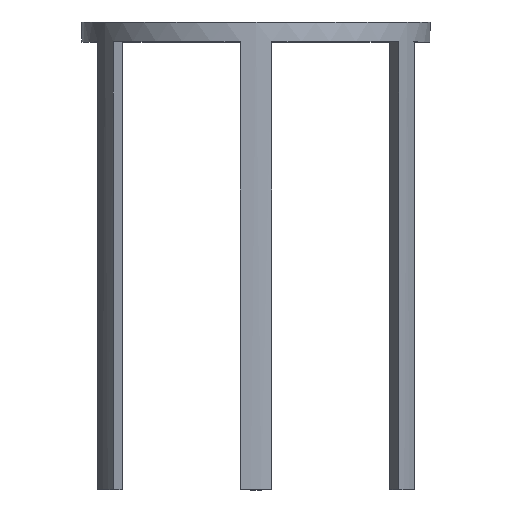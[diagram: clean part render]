
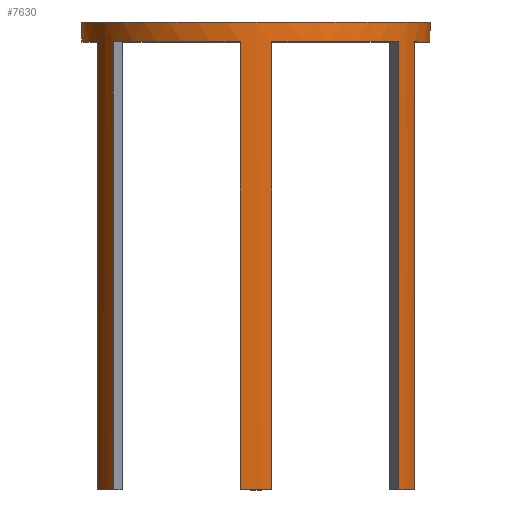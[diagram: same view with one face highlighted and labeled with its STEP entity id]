
A CAD part, top view. The second image highlights one B-rep face of the part: STEP entity #7630.
In plain terms, the highlighted cylindrical face has radius 44 mm (diameter 88 mm), a full revolution.
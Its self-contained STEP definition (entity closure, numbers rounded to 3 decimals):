
#16=CYLINDRICAL_SURFACE('',#8010,44.);
#185=CIRCLE('',#7992,44.);
#186=CIRCLE('',#7993,44.);
#188=CIRCLE('',#7995,44.);
#190=CIRCLE('',#7997,44.);
#192=CIRCLE('',#7999,44.);
#194=CIRCLE('',#8001,44.);
#196=CIRCLE('',#8003,44.);
#198=CIRCLE('',#8007,44.);
#199=CIRCLE('',#8011,44.);
#200=CIRCLE('',#8012,44.);
#201=CIRCLE('',#8013,44.);
#202=CIRCLE('',#8014,44.);
#203=CIRCLE('',#8015,44.);
#204=CIRCLE('',#8016,44.);
#541=FACE_OUTER_BOUND('',#973,.T.);
#973=EDGE_LOOP('',(#6530,#6531,#6532,#6533,#6534,#6535,#6536,#6537,#6538,
#6539,#6540,#6541,#6542,#6543,#6544,#6545,#6546,#6547,#6548,#6549,#6550,
#6551,#6552,#6553,#6554,#6555,#6556,#6557));
#2048=LINE('',#11770,#3069);
#2052=LINE('',#11779,#3073);
#2067=LINE('',#11838,#3088);
#2071=LINE('',#11845,#3092);
#2072=LINE('',#11849,#3093);
#2073=LINE('',#11850,#3094);
#2074=LINE('',#11854,#3095);
#2075=LINE('',#11856,#3096);
#2076=LINE('',#11859,#3097);
#2077=LINE('',#11861,#3098);
#2078=LINE('',#11864,#3099);
#2079=LINE('',#11866,#3100);
#2080=LINE('',#11869,#3101);
#3069=VECTOR('',#9667,10.);
#3073=VECTOR('',#9673,10.);
#3088=VECTOR('',#9726,10.);
#3092=VECTOR('',#9732,10.);
#3093=VECTOR('',#9737,44.);
#3094=VECTOR('',#9738,10.);
#3095=VECTOR('',#9743,10.);
#3096=VECTOR('',#9744,10.);
#3097=VECTOR('',#9747,10.);
#3098=VECTOR('',#9748,10.);
#3099=VECTOR('',#9751,10.);
#3100=VECTOR('',#9752,10.);
#3101=VECTOR('',#9755,10.);
#3766=VERTEX_POINT('',#11767);
#3767=VERTEX_POINT('',#11769);
#3770=VERTEX_POINT('',#11776);
#3771=VERTEX_POINT('',#11778);
#3773=VERTEX_POINT('',#11784);
#3774=VERTEX_POINT('',#11786);
#3775=VERTEX_POINT('',#11788);
#3778=VERTEX_POINT('',#11794);
#3779=VERTEX_POINT('',#11796);
#3782=VERTEX_POINT('',#11802);
#3783=VERTEX_POINT('',#11804);
#3786=VERTEX_POINT('',#11810);
#3787=VERTEX_POINT('',#11812);
#3790=VERTEX_POINT('',#11818);
#3791=VERTEX_POINT('',#11820);
#3794=VERTEX_POINT('',#11831);
#3796=VERTEX_POINT('',#11837);
#3798=VERTEX_POINT('',#11843);
#3799=VERTEX_POINT('',#11847);
#3800=VERTEX_POINT('',#11852);
#3801=VERTEX_POINT('',#11855);
#3802=VERTEX_POINT('',#11857);
#3803=VERTEX_POINT('',#11860);
#3804=VERTEX_POINT('',#11862);
#3805=VERTEX_POINT('',#11865);
#3806=VERTEX_POINT('',#11867);
#4788=EDGE_CURVE('',#3767,#3766,#2048,.T.);
#4792=EDGE_CURVE('',#3771,#3770,#2052,.T.);
#4796=EDGE_CURVE('',#3774,#3773,#185,.T.);
#4797=EDGE_CURVE('',#3775,#3774,#186,.T.);
#4801=EDGE_CURVE('',#3779,#3778,#188,.T.);
#4805=EDGE_CURVE('',#3783,#3782,#190,.T.);
#4809=EDGE_CURVE('',#3787,#3786,#192,.T.);
#4813=EDGE_CURVE('',#3791,#3790,#194,.T.);
#4816=EDGE_CURVE('',#3766,#3771,#196,.T.);
#4819=EDGE_CURVE('',#3767,#3794,#198,.T.);
#4822=EDGE_CURVE('',#3796,#3791,#2067,.T.);
#4826=EDGE_CURVE('',#3790,#3798,#2071,.T.);
#4827=EDGE_CURVE('',#3799,#3799,#199,.T.);
#4828=EDGE_CURVE('',#3799,#3774,#2072,.T.);
#4829=EDGE_CURVE('',#3773,#3794,#2073,.T.);
#4830=EDGE_CURVE('',#3796,#3770,#200,.T.);
#4831=EDGE_CURVE('',#3800,#3798,#201,.T.);
#4832=EDGE_CURVE('',#3800,#3787,#2074,.T.);
#4833=EDGE_CURVE('',#3786,#3801,#2075,.T.);
#4834=EDGE_CURVE('',#3802,#3801,#202,.T.);
#4835=EDGE_CURVE('',#3802,#3783,#2076,.T.);
#4836=EDGE_CURVE('',#3782,#3803,#2077,.T.);
#4837=EDGE_CURVE('',#3804,#3803,#203,.T.);
#4838=EDGE_CURVE('',#3804,#3779,#2078,.T.);
#4839=EDGE_CURVE('',#3778,#3805,#2079,.T.);
#4840=EDGE_CURVE('',#3806,#3805,#204,.T.);
#4841=EDGE_CURVE('',#3806,#3775,#2080,.T.);
#6530=ORIENTED_EDGE('',*,*,#4827,.F.);
#6531=ORIENTED_EDGE('',*,*,#4828,.T.);
#6532=ORIENTED_EDGE('',*,*,#4796,.T.);
#6533=ORIENTED_EDGE('',*,*,#4829,.T.);
#6534=ORIENTED_EDGE('',*,*,#4819,.F.);
#6535=ORIENTED_EDGE('',*,*,#4788,.T.);
#6536=ORIENTED_EDGE('',*,*,#4816,.T.);
#6537=ORIENTED_EDGE('',*,*,#4792,.T.);
#6538=ORIENTED_EDGE('',*,*,#4830,.F.);
#6539=ORIENTED_EDGE('',*,*,#4822,.T.);
#6540=ORIENTED_EDGE('',*,*,#4813,.T.);
#6541=ORIENTED_EDGE('',*,*,#4826,.T.);
#6542=ORIENTED_EDGE('',*,*,#4831,.F.);
#6543=ORIENTED_EDGE('',*,*,#4832,.T.);
#6544=ORIENTED_EDGE('',*,*,#4809,.T.);
#6545=ORIENTED_EDGE('',*,*,#4833,.T.);
#6546=ORIENTED_EDGE('',*,*,#4834,.F.);
#6547=ORIENTED_EDGE('',*,*,#4835,.T.);
#6548=ORIENTED_EDGE('',*,*,#4805,.T.);
#6549=ORIENTED_EDGE('',*,*,#4836,.T.);
#6550=ORIENTED_EDGE('',*,*,#4837,.F.);
#6551=ORIENTED_EDGE('',*,*,#4838,.T.);
#6552=ORIENTED_EDGE('',*,*,#4801,.T.);
#6553=ORIENTED_EDGE('',*,*,#4839,.T.);
#6554=ORIENTED_EDGE('',*,*,#4840,.F.);
#6555=ORIENTED_EDGE('',*,*,#4841,.T.);
#6556=ORIENTED_EDGE('',*,*,#4797,.T.);
#6557=ORIENTED_EDGE('',*,*,#4828,.F.);
#7630=ADVANCED_FACE('',(#541),#16,.T.);
#7992=AXIS2_PLACEMENT_3D('',#11787,#9680,#9681);
#7993=AXIS2_PLACEMENT_3D('',#11789,#9682,#9683);
#7995=AXIS2_PLACEMENT_3D('',#11797,#9688,#9689);
#7997=AXIS2_PLACEMENT_3D('',#11805,#9694,#9695);
#7999=AXIS2_PLACEMENT_3D('',#11813,#9700,#9701);
#8001=AXIS2_PLACEMENT_3D('',#11821,#9706,#9707);
#8003=AXIS2_PLACEMENT_3D('',#11825,#9711,#9712);
#8007=AXIS2_PLACEMENT_3D('',#11832,#9720,#9721);
#8010=AXIS2_PLACEMENT_3D('',#11846,#9733,#9734);
#8011=AXIS2_PLACEMENT_3D('',#11848,#9735,#9736);
#8012=AXIS2_PLACEMENT_3D('',#11851,#9739,#9740);
#8013=AXIS2_PLACEMENT_3D('',#11853,#9741,#9742);
#8014=AXIS2_PLACEMENT_3D('',#11858,#9745,#9746);
#8015=AXIS2_PLACEMENT_3D('',#11863,#9749,#9750);
#8016=AXIS2_PLACEMENT_3D('',#11868,#9753,#9754);
#9667=DIRECTION('',(0.,1.,0.));
#9673=DIRECTION('',(0.,-1.,0.));
#9680=DIRECTION('center_axis',(0.,1.,0.));
#9681=DIRECTION('ref_axis',(1.,0.,0.));
#9682=DIRECTION('center_axis',(0.,1.,0.));
#9683=DIRECTION('ref_axis',(1.,0.,0.));
#9688=DIRECTION('center_axis',(0.,1.,0.));
#9689=DIRECTION('ref_axis',(1.,0.,0.));
#9694=DIRECTION('center_axis',(0.,1.,0.));
#9695=DIRECTION('ref_axis',(1.,0.,0.));
#9700=DIRECTION('center_axis',(0.,1.,0.));
#9701=DIRECTION('ref_axis',(1.,0.,0.));
#9706=DIRECTION('center_axis',(0.,1.,0.));
#9707=DIRECTION('ref_axis',(1.,0.,0.));
#9711=DIRECTION('center_axis',(0.,1.,0.));
#9712=DIRECTION('ref_axis',(1.,0.,0.));
#9720=DIRECTION('center_axis',(0.,-1.,0.));
#9721=DIRECTION('ref_axis',(1.,0.,0.));
#9726=DIRECTION('',(0.,1.,0.));
#9732=DIRECTION('',(0.,-1.,0.));
#9733=DIRECTION('center_axis',(0.,1.,0.));
#9734=DIRECTION('ref_axis',(1.,0.,0.));
#9735=DIRECTION('center_axis',(0.,1.,0.));
#9736=DIRECTION('ref_axis',(1.,0.,0.));
#9737=DIRECTION('',(0.,-1.,0.));
#9738=DIRECTION('',(0.,-1.,0.));
#9739=DIRECTION('center_axis',(0.,-1.,0.));
#9740=DIRECTION('ref_axis',(1.,0.,0.));
#9741=DIRECTION('center_axis',(0.,-1.,0.));
#9742=DIRECTION('ref_axis',(1.,0.,0.));
#9743=DIRECTION('',(0.,1.,0.));
#9744=DIRECTION('',(0.,-1.,0.));
#9745=DIRECTION('center_axis',(0.,-1.,0.));
#9746=DIRECTION('ref_axis',(1.,0.,0.));
#9747=DIRECTION('',(0.,1.,0.));
#9748=DIRECTION('',(0.,-1.,0.));
#9749=DIRECTION('center_axis',(0.,-1.,0.));
#9750=DIRECTION('ref_axis',(1.,0.,0.));
#9751=DIRECTION('',(0.,1.,0.));
#9752=DIRECTION('',(0.,-1.,0.));
#9753=DIRECTION('center_axis',(0.,-1.,0.));
#9754=DIRECTION('ref_axis',(1.,0.,0.));
#9755=DIRECTION('',(0.,1.,0.));
#11767=CARTESIAN_POINT('',(-35.983,0.,25.322));
#11769=CARTESIAN_POINT('',(-35.983,-113.,25.322));
#11770=CARTESIAN_POINT('',(-35.983,0.,25.322));
#11776=CARTESIAN_POINT('',(-3.938,-113.,43.823));
#11778=CARTESIAN_POINT('',(-3.938,0.,43.823));
#11779=CARTESIAN_POINT('',(-3.938,0.,43.823));
#11784=CARTESIAN_POINT('',(-39.921,0.,18.501));
#11786=CARTESIAN_POINT('',(-44.,0.,0.));
#11787=CARTESIAN_POINT('Origin',(0.,0.,0.));
#11788=CARTESIAN_POINT('',(-39.921,0.,-18.501));
#11789=CARTESIAN_POINT('Origin',(0.,0.,0.));
#11794=CARTESIAN_POINT('',(-35.983,0.,-25.322));
#11796=CARTESIAN_POINT('',(-3.938,0.,-43.823));
#11797=CARTESIAN_POINT('Origin',(0.,0.,0.));
#11802=CARTESIAN_POINT('',(3.938,0.,-43.823));
#11804=CARTESIAN_POINT('',(35.983,0.,-25.322));
#11805=CARTESIAN_POINT('Origin',(0.,0.,0.));
#11810=CARTESIAN_POINT('',(39.921,0.,-18.501));
#11812=CARTESIAN_POINT('',(39.921,0.,18.501));
#11813=CARTESIAN_POINT('Origin',(0.,0.,0.));
#11818=CARTESIAN_POINT('',(35.983,0.,25.322));
#11820=CARTESIAN_POINT('',(3.938,0.,43.823));
#11821=CARTESIAN_POINT('Origin',(0.,0.,0.));
#11825=CARTESIAN_POINT('Origin',(0.,0.,0.));
#11831=CARTESIAN_POINT('',(-39.921,-113.,18.501));
#11832=CARTESIAN_POINT('Origin',(0.,-113.,0.));
#11837=CARTESIAN_POINT('',(3.938,-113.,43.823));
#11838=CARTESIAN_POINT('',(3.938,0.,43.823));
#11843=CARTESIAN_POINT('',(35.983,-113.,25.322));
#11845=CARTESIAN_POINT('',(35.983,0.,25.322));
#11846=CARTESIAN_POINT('Origin',(0.,0.,0.));
#11847=CARTESIAN_POINT('',(-44.,5.,0.));
#11848=CARTESIAN_POINT('Origin',(0.,5.,0.));
#11849=CARTESIAN_POINT('',(-44.,0.,0.));
#11850=CARTESIAN_POINT('',(-39.921,0.,18.501));
#11851=CARTESIAN_POINT('Origin',(0.,-113.,0.));
#11852=CARTESIAN_POINT('',(39.921,-113.,18.501));
#11853=CARTESIAN_POINT('Origin',(0.,-113.,0.));
#11854=CARTESIAN_POINT('',(39.921,0.,18.501));
#11855=CARTESIAN_POINT('',(39.921,-113.,-18.501));
#11856=CARTESIAN_POINT('',(39.921,0.,-18.501));
#11857=CARTESIAN_POINT('',(35.983,-113.,-25.322));
#11858=CARTESIAN_POINT('Origin',(0.,-113.,0.));
#11859=CARTESIAN_POINT('',(35.983,0.,-25.322));
#11860=CARTESIAN_POINT('',(3.938,-113.,-43.823));
#11861=CARTESIAN_POINT('',(3.938,0.,-43.823));
#11862=CARTESIAN_POINT('',(-3.938,-113.,-43.823));
#11863=CARTESIAN_POINT('Origin',(0.,-113.,0.));
#11864=CARTESIAN_POINT('',(-3.938,0.,-43.823));
#11865=CARTESIAN_POINT('',(-35.983,-113.,-25.322));
#11866=CARTESIAN_POINT('',(-35.983,0.,-25.322));
#11867=CARTESIAN_POINT('',(-39.921,-113.,-18.501));
#11868=CARTESIAN_POINT('Origin',(0.,-113.,0.));
#11869=CARTESIAN_POINT('',(-39.921,0.,-18.501));
